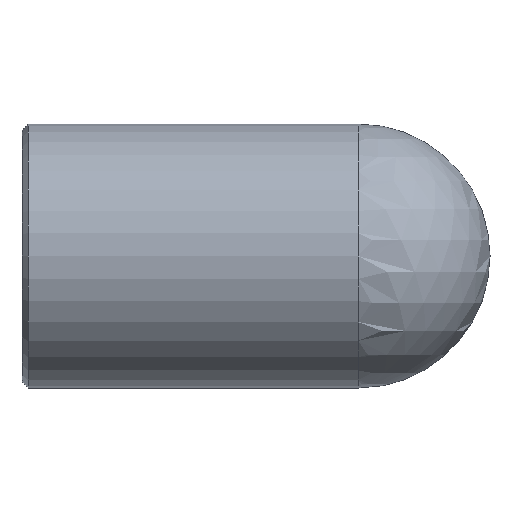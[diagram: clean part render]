
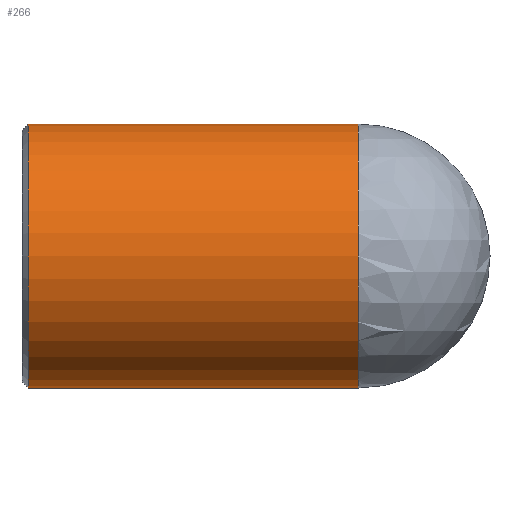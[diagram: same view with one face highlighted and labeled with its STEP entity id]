
A CAD part, left-side view. The second image highlights one B-rep face of the part: STEP entity #266.
In plain terms, the highlighted cylindrical face has radius 11 mm (diameter 22 mm), a full revolution.
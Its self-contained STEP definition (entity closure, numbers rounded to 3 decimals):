
#20=ELLIPSE('',#319,17.804,11.);
#21=ELLIPSE('',#321,17.804,11.);
#26=CYLINDRICAL_SURFACE('',#318,11.);
#46=FACE_OUTER_BOUND('',#67,.T.);
#67=EDGE_LOOP('',(#210,#211,#212,#213,#214,#215,#216));
#83=LINE('',#486,#93);
#93=VECTOR('',#398,11.);
#108=CIRCLE('',#314,11.);
#109=CIRCLE('',#315,11.);
#111=CIRCLE('',#320,11.);
#130=VERTEX_POINT('',#471);
#131=VERTEX_POINT('',#473);
#133=VERTEX_POINT('',#480);
#134=VERTEX_POINT('',#481);
#135=VERTEX_POINT('',#483);
#158=EDGE_CURVE('',#130,#131,#108,.T.);
#159=EDGE_CURVE('',#131,#130,#109,.T.);
#161=EDGE_CURVE('',#133,#134,#20,.T.);
#162=EDGE_CURVE('',#135,#133,#111,.T.);
#163=EDGE_CURVE('',#134,#135,#21,.T.);
#164=EDGE_CURVE('',#134,#131,#83,.T.);
#210=ORIENTED_EDGE('',*,*,#161,.F.);
#211=ORIENTED_EDGE('',*,*,#162,.F.);
#212=ORIENTED_EDGE('',*,*,#163,.F.);
#213=ORIENTED_EDGE('',*,*,#164,.T.);
#214=ORIENTED_EDGE('',*,*,#158,.F.);
#215=ORIENTED_EDGE('',*,*,#159,.F.);
#216=ORIENTED_EDGE('',*,*,#164,.F.);
#266=ADVANCED_FACE('',(#46),#26,.T.);
#314=AXIS2_PLACEMENT_3D('',#474,#382,#383);
#315=AXIS2_PLACEMENT_3D('',#475,#384,#385);
#318=AXIS2_PLACEMENT_3D('',#479,#390,#391);
#319=AXIS2_PLACEMENT_3D('',#482,#392,#393);
#320=AXIS2_PLACEMENT_3D('',#484,#394,#395);
#321=AXIS2_PLACEMENT_3D('',#485,#396,#397);
#382=DIRECTION('center_axis',(0.,1.,0.));
#383=DIRECTION('ref_axis',(1.,0.,0.));
#384=DIRECTION('center_axis',(0.,1.,0.));
#385=DIRECTION('ref_axis',(1.,0.,0.));
#390=DIRECTION('center_axis',(0.,-1.,0.));
#391=DIRECTION('ref_axis',(-1.,0.,0.));
#392=DIRECTION('center_axis',(0.786,-0.618,0.));
#393=DIRECTION('ref_axis',(0.618,0.786,0.));
#394=DIRECTION('center_axis',(0.,-1.,0.));
#395=DIRECTION('ref_axis',(-1.,0.,0.));
#396=DIRECTION('center_axis',(0.786,-0.618,0.));
#397=DIRECTION('ref_axis',(0.618,0.786,0.));
#398=DIRECTION('',(0.,1.,0.));
#471=CARTESIAN_POINT('',(-11.,27.5,0.));
#473=CARTESIAN_POINT('',(11.,27.5,0.));
#474=CARTESIAN_POINT('Origin',(0.,27.5,0.));
#475=CARTESIAN_POINT('Origin',(0.,27.5,0.));
#479=CARTESIAN_POINT('Origin',(0.,28.,0.));
#480=CARTESIAN_POINT('',(0.,0.,-11.));
#481=CARTESIAN_POINT('',(11.,14.,0.));
#482=CARTESIAN_POINT('Origin',(0.,0.,
0.));
#483=CARTESIAN_POINT('',(0.,0.,11.));
#484=CARTESIAN_POINT('Origin',(0.,0.,0.));
#485=CARTESIAN_POINT('Origin',(0.,0.,
0.));
#486=CARTESIAN_POINT('',(11.,28.,0.));
